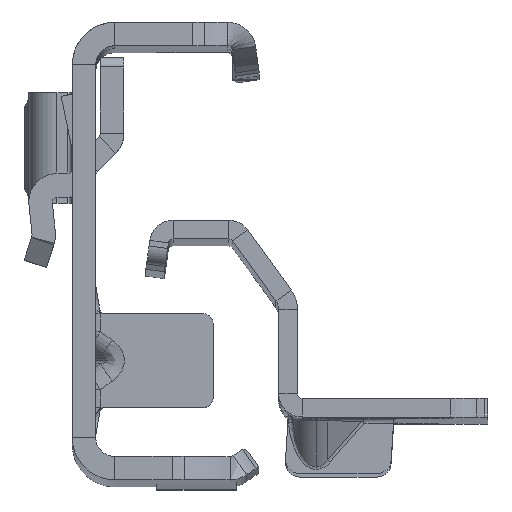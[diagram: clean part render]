
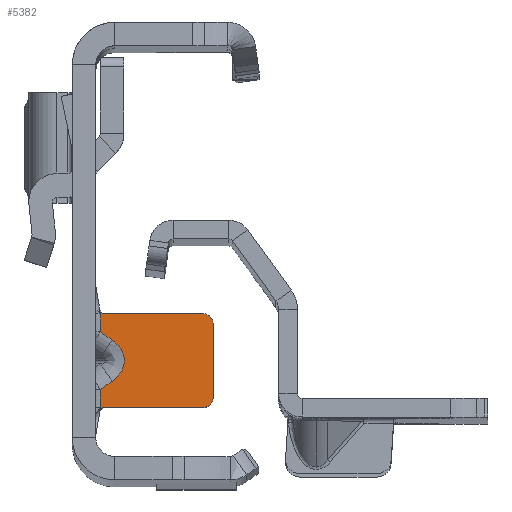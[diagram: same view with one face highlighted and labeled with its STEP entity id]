
A CAD part, top view. The second image highlights one B-rep face of the part: STEP entity #5382.
In plain terms, the highlighted planar face has unit normal (0, 0, 1).
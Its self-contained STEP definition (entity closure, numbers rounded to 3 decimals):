
#522 = FACE_OUTER_BOUND ( 'NONE', #16477, .T. ) ;
#559 = ORIENTED_EDGE ( 'NONE', *, *, #9585, .T. ) ;
#566 = CARTESIAN_POINT ( 'NONE',  ( -1.826, -15.6, -391.5 ) ) ;
#689 = VERTEX_POINT ( 'NONE', #18964 ) ;
#696 = CARTESIAN_POINT ( 'NONE',  ( 1.757, -8.408, -391.5 ) ) ;
#1241 = CARTESIAN_POINT ( 'NONE',  ( 11.5, -15.6, -391.5 ) ) ;
#1361 = EDGE_CURVE ( 'NONE', #689, #18111, #2543, .T. ) ;
#1706 = LINE ( 'NONE', #16021, #3403 ) ;
#1842 = DIRECTION ( 'NONE',  ( 0.816, 0.577, 0. ) ) ;
#1961 = DIRECTION ( 'NONE',  ( -1., 0., 0. ) ) ;
#2037 = DIRECTION ( 'NONE',  ( 0., 0., 1. ) ) ;
#2451 = VECTOR ( 'NONE', #18572, 1000. ) ;
#2543 = CIRCLE ( 'NONE', #15437, 1. ) ;
#2928 = ORIENTED_EDGE ( 'NONE', *, *, #16629, .T. ) ;
#3074 = VERTEX_POINT ( 'NONE', #11312 ) ;
#3225 = DIRECTION ( 'NONE',  ( 0., 1., 0. ) ) ;
#3403 = VECTOR ( 'NONE', #13147, 1000. ) ;
#3657 = VECTOR ( 'NONE', #16932, 1000. ) ;
#3722 = CARTESIAN_POINT ( 'NONE',  ( 11.5, -5.6, -391.5 ) ) ;
#4115 = VECTOR ( 'NONE', #1961, 1000. ) ;
#4324 = VECTOR ( 'NONE', #7913, 1000. ) ;
#4631 = ORIENTED_EDGE ( 'NONE', *, *, #9187, .F. ) ;
#5017 = LINE ( 'NONE', #6736, #11005 ) ;
#5098 = CARTESIAN_POINT ( 'NONE',  ( 1.757, -8.408, -391.5 ) ) ;
#5110 = EDGE_CURVE ( 'NONE', #11019, #10056, #17704, .T. ) ;
#5286 = DIRECTION ( 'NONE',  ( 1., 0., 0. ) ) ;
#5382 = ADVANCED_FACE ( 'NONE', ( #522 ), #12699, .F. ) ;
#5415 = LINE ( 'NONE', #15680, #3657 ) ;
#6286 = CARTESIAN_POINT ( 'NONE',  ( 11.5, -6.6, -391.5 ) ) ;
#6310 = DIRECTION ( 'NONE',  ( 0., 0., -1. ) ) ;
#6403 = DIRECTION ( 'NONE',  ( 0., 0., 1. ) ) ;
#6533 = CARTESIAN_POINT ( 'NONE',  ( -1.826, -15.6, -391.5 ) ) ;
#6736 = CARTESIAN_POINT ( 'NONE',  ( 0.5, 22.3, -391.5 ) ) ;
#6809 = ORIENTED_EDGE ( 'NONE', *, *, #14844, .F. ) ;
#6875 = EDGE_CURVE ( 'NONE', #18111, #3074, #8116, .T. ) ;
#7088 = CARTESIAN_POINT ( 'NONE',  ( 0.5, -5.6, -391.5 ) ) ;
#7187 = VERTEX_POINT ( 'NONE', #17485 ) ;
#7229 = AXIS2_PLACEMENT_3D ( 'NONE', #17102, #6310, #9280 ) ;
#7319 = ORIENTED_EDGE ( 'NONE', *, *, #5110, .F. ) ;
#7789 = DIRECTION ( 'NONE',  ( 1., 0., 0. ) ) ;
#7913 = DIRECTION ( 'NONE',  ( -0.816, 0.577, 0. ) ) ;
#8116 = LINE ( 'NONE', #16471, #4115 ) ;
#8678 = LINE ( 'NONE', #14525, #2451 ) ;
#8891 = ORIENTED_EDGE ( 'NONE', *, *, #12899, .T. ) ;
#9004 = EDGE_CURVE ( 'NONE', #3074, #14073, #8678, .T. ) ;
#9187 = EDGE_CURVE ( 'NONE', #10056, #7187, #9349, .T. ) ;
#9189 = VECTOR ( 'NONE', #7789, 1000. ) ;
#9221 = LINE ( 'NONE', #6533, #9189 ) ;
#9280 = DIRECTION ( 'NONE',  ( 0., 1., 0. ) ) ;
#9349 = LINE ( 'NONE', #12514, #4324 ) ;
#9418 = VERTEX_POINT ( 'NONE', #16038 ) ;
#9537 = VECTOR ( 'NONE', #1842, 1000. ) ;
#9585 = EDGE_CURVE ( 'NONE', #17613, #12843, #10963, .T. ) ;
#9967 = ORIENTED_EDGE ( 'NONE', *, *, #1361, .T. ) ;
#10056 = VERTEX_POINT ( 'NONE', #696 ) ;
#10587 = CARTESIAN_POINT ( 'NONE',  ( 2.624, -12.179, -391.5 ) ) ;
#10963 = CIRCLE ( 'NONE', #12297, 1. ) ;
#11005 = VECTOR ( 'NONE', #15375, 1000. ) ;
#11019 = VERTEX_POINT ( 'NONE', #16550 ) ;
#11312 = CARTESIAN_POINT ( 'NONE',  ( 0.708, -5.6, -391.5 ) ) ;
#11379 = ORIENTED_EDGE ( 'NONE', *, *, #15435, .T. ) ;
#11477 = EDGE_CURVE ( 'NONE', #7187, #14073, #5017, .T. ) ;
#12173 = VERTEX_POINT ( 'NONE', #12451 ) ;
#12297 = AXIS2_PLACEMENT_3D ( 'NONE', #16664, #6403, #3225 ) ;
#12315 = ORIENTED_EDGE ( 'NONE', *, *, #11477, .F. ) ;
#12451 = CARTESIAN_POINT ( 'NONE',  ( 0.708, -15.6, -391.5 ) ) ;
#12514 = CARTESIAN_POINT ( 'NONE',  ( 1.367, -8.131, -391.5 ) ) ;
#12699 = PLANE ( 'NONE',  #7229 ) ;
#12843 = VERTEX_POINT ( 'NONE', #17519 ) ;
#12899 = EDGE_CURVE ( 'NONE', #16527, #12173, #9221, .T. ) ;
#13097 = ORIENTED_EDGE ( 'NONE', *, *, #9004, .T. ) ;
#13147 = DIRECTION ( 'NONE',  ( 0., 1., 0. ) ) ;
#13471 = LINE ( 'NONE', #10587, #9537 ) ;
#13828 = CARTESIAN_POINT ( 'NONE',  ( 3.573, -9.692, -391.5 ) ) ;
#14046 = EDGE_CURVE ( 'NONE', #9418, #11019, #13471, .T. ) ;
#14073 = VERTEX_POINT ( 'NONE', #7088 ) ;
#14209 = CARTESIAN_POINT ( 'NONE',  ( 0.5, -15.6, -391.5 ) ) ;
#14525 = CARTESIAN_POINT ( 'NONE',  ( -1.826, -5.6, -391.5 ) ) ;
#14844 = EDGE_CURVE ( 'NONE', #16527, #9418, #5415, .T. ) ;
#14924 = VECTOR ( 'NONE', #5286, 1000. ) ;
#15190 = ORIENTED_EDGE ( 'NONE', *, *, #6875, .T. ) ;
#15375 = DIRECTION ( 'NONE',  ( 0., 1., 0. ) ) ;
#15435 = EDGE_CURVE ( 'NONE', #12173, #17613, #16700, .T. ) ;
#15437 = AXIS2_PLACEMENT_3D ( 'NONE', #6286, #2037, #16825 ) ;
#15680 = CARTESIAN_POINT ( 'NONE',  ( 0.5, 22.3, -391.5 ) ) ;
#16021 = CARTESIAN_POINT ( 'NONE',  ( 12.5, -6.6, -391.5 ) ) ;
#16038 = CARTESIAN_POINT ( 'NONE',  ( 0.5, -13.681, -391.5 ) ) ;
#16471 = CARTESIAN_POINT ( 'NONE',  ( -1.826, -5.6, -391.5 ) ) ;
#16477 = EDGE_LOOP ( 'NONE', ( #4631, #7319, #17112, #6809, #8891, #11379, #559, #2928, #9967, #15190, #13097, #12315 ) ) ;
#16527 = VERTEX_POINT ( 'NONE', #14209 ) ;
#16550 = CARTESIAN_POINT ( 'NONE',  ( 1.757, -12.792, -391.5 ) ) ;
#16629 = EDGE_CURVE ( 'NONE', #12843, #689, #1706, .T. ) ;
#16664 = CARTESIAN_POINT ( 'NONE',  ( 11.5, -14.6, -391.5 ) ) ;
#16700 = LINE ( 'NONE', #566, #14924 ) ;
#16791 = CARTESIAN_POINT ( 'NONE',  ( 1.757, -12.792, -391.5 ) ) ;
#16825 = DIRECTION ( 'NONE',  ( 0., -1., 0. ) ) ;
#16932 = DIRECTION ( 'NONE',  ( 0., 1., 0. ) ) ;
#17102 = CARTESIAN_POINT ( 'NONE',  ( -37.326, 22.3, -391.5 ) ) ;
#17112 = ORIENTED_EDGE ( 'NONE', *, *, #14046, .F. ) ;
#17485 = CARTESIAN_POINT ( 'NONE',  ( 0.5, -7.519, -391.5 ) ) ;
#17519 = CARTESIAN_POINT ( 'NONE',  ( 12.5, -14.6, -391.5 ) ) ;
#17613 = VERTEX_POINT ( 'NONE', #1241 ) ;
#17704 =( BOUNDED_CURVE ( )  B_SPLINE_CURVE ( 3, ( #16791, #18050, #13828, #5098 ),
 .UNSPECIFIED., .F., .T. ) 
 B_SPLINE_CURVE_WITH_KNOTS ( ( 4, 4 ),
 ( 2.356, 3.927 ),
 .UNSPECIFIED. ) 
 CURVE ( )  GEOMETRIC_REPRESENTATION_ITEM ( )  RATIONAL_B_SPLINE_CURVE ( ( 1., 0.805, 0.805, 1. ) ) 
 REPRESENTATION_ITEM ( '' )  );
#18050 = CARTESIAN_POINT ( 'NONE',  ( 3.573, -11.508, -391.5 ) ) ;
#18111 = VERTEX_POINT ( 'NONE', #3722 ) ;
#18572 = DIRECTION ( 'NONE',  ( -1., 0., 0. ) ) ;
#18964 = CARTESIAN_POINT ( 'NONE',  ( 12.5, -6.6, -391.5 ) ) ;
